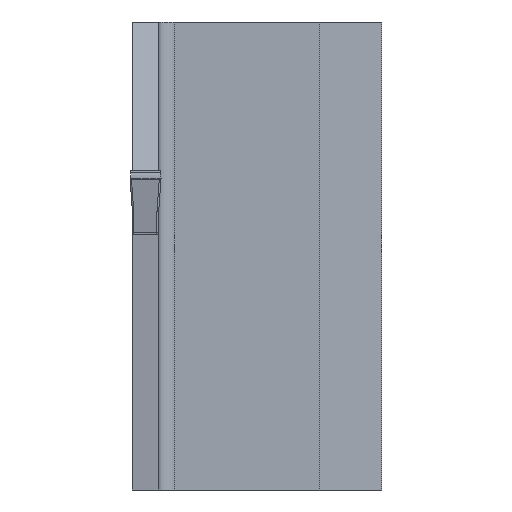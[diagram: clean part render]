
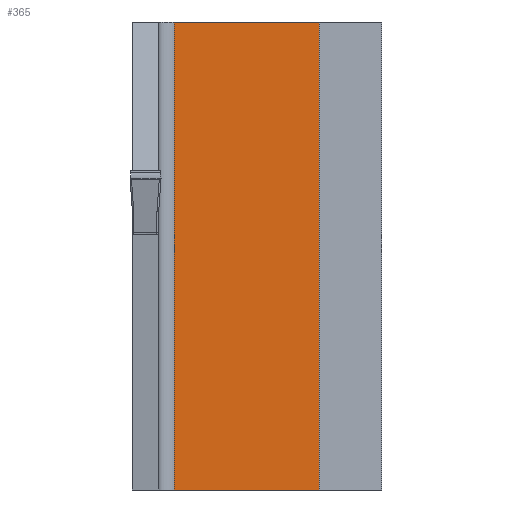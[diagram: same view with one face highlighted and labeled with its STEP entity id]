
A CAD part, left-side view. The second image highlights one B-rep face of the part: STEP entity #365.
In plain terms, the highlighted planar face has unit normal (-1, 0, 0).
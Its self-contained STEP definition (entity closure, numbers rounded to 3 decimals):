
#365=ADVANCED_FACE('',(#437),#405,.F.);
#405=PLANE('',#1086);
#437=FACE_OUTER_BOUND('',#477,.T.);
#477=EDGE_LOOP('',(#568,#569,#570,#571));
#568=ORIENTED_EDGE('',*,*,#838,.F.);
#569=ORIENTED_EDGE('',*,*,#835,.F.);
#570=ORIENTED_EDGE('',*,*,#839,.T.);
#571=ORIENTED_EDGE('',*,*,#832,.T.);
#756=VERTEX_POINT('',#1413);
#757=VERTEX_POINT('',#1415);
#758=VERTEX_POINT('',#1419);
#759=VERTEX_POINT('',#1421);
#832=EDGE_CURVE('',#757,#756,#938,.T.);
#835=EDGE_CURVE('',#758,#759,#939,.T.);
#838=EDGE_CURVE('',#759,#756,#942,.T.);
#839=EDGE_CURVE('',#758,#757,#943,.T.);
#938=LINE('',#1414,#1027);
#939=LINE('',#1420,#1028);
#942=LINE('',#1425,#1031);
#943=LINE('',#1426,#1032);
#1027=VECTOR('',#1184,1.);
#1028=VECTOR('',#1191,1.);
#1031=VECTOR('',#1196,1.);
#1032=VECTOR('',#1197,1.);
#1086=AXIS2_PLACEMENT_3D('',#1427,#1198,#1199);
#1184=DIRECTION('',(0.,-1.,0.));
#1191=DIRECTION('',(0.,-1.,0.));
#1196=DIRECTION('',(0.,0.,-1.));
#1197=DIRECTION('',(0.,0.,-1.));
#1198=DIRECTION('',(1.,0.,0.));
#1199=DIRECTION('',(0.,0.,-1.));
#1413=CARTESIAN_POINT('',(16.,4.,-20.));
#1414=CARTESIAN_POINT('',(16.,0.,-20.));
#1415=CARTESIAN_POINT('',(16.,13.3,-20.));
#1419=CARTESIAN_POINT('',(16.,13.3,10.));
#1420=CARTESIAN_POINT('',(16.,0.,10.));
#1421=CARTESIAN_POINT('',(16.,4.,10.));
#1425=CARTESIAN_POINT('',(16.,4.,-20.));
#1426=CARTESIAN_POINT('',(16.,13.3,-20.));
#1427=CARTESIAN_POINT('',(16.,0.,-20.));
